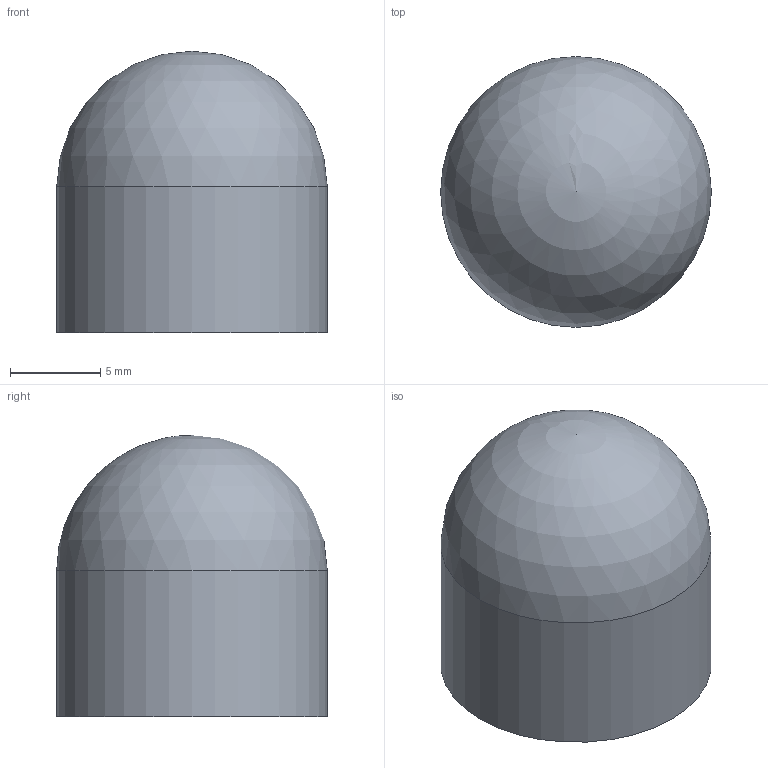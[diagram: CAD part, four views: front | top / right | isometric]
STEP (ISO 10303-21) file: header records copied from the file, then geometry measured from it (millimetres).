
FILE_DESCRIPTION(/* description */ ('STEP AP242','CAx-IF Rec.Pracs.---Representation and Presentation of Product Manufacturing Information (PMI)---4.0---2014-10-13','CAx-IF Rec.Pracs.---3D Tessellated Geometry---0.4---2014-09-14','2;1'),/* implementation_level */ '2;1');
FILE_NAME(/* name */ '65e954487b00a64c2050901a',/* time_stamp */ '2024-03-07T05:44:40Z',/* author */ (''),/* organization */ (''),/* preprocessor_version */ 'ST-DEVELOPER v19.4',/* originating_system */ ' ',/* authorisation */ ' ');
FILE_SCHEMA (('AP242_MANAGED_MODEL_BASED_3D_ENGINEERING_MIM_LF { 1 0 10303 442 1 1 4 }'));
Length unit declared in the file: metre
Products named in the file (1): Part 1
Bounding box: 15 x 15 x 15.6 mm (x, y, z)
Volume: 2132.3 mm3; surface area: 965.8 mm2
Topology: 1 solids, 1 shells, 6 faces, 14 edges, 9 vertices
Faces by surface type: sphere 2, cylinder 1, plane 1, cone 1, torus 1
Full cylindrical faces by diameter (mm): 15 x1
Entity records: 136 total; most frequent: DIRECTION 24, CARTESIAN_POINT 17, AXIS2_PLACEMENT_3D 12, ORIENTED_EDGE 10, EDGE_LOOP 10, FACE_BOUND 10, ADVANCED_FACE 6, EDGE_CURVE 5
